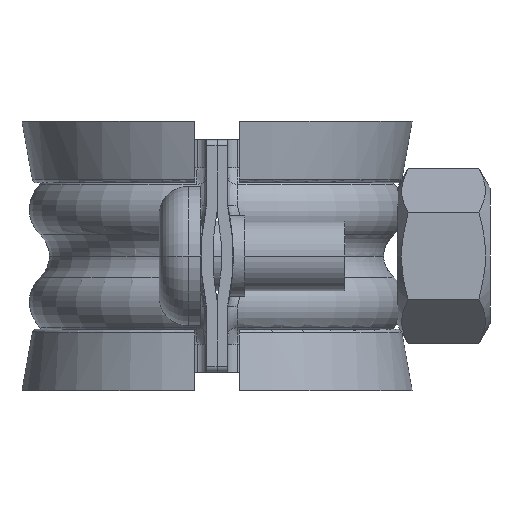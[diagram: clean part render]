
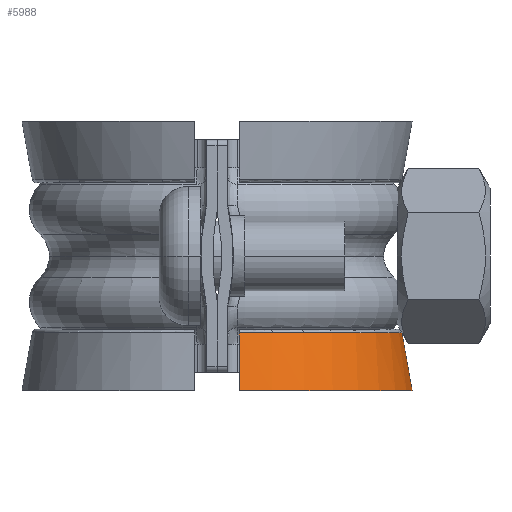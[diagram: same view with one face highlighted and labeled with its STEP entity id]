
A CAD part, left-side view. The second image highlights one B-rep face of the part: STEP entity #5988.
In plain terms, the highlighted conical face has half-angle 10.685 degrees and reference radius 17.85 mm.
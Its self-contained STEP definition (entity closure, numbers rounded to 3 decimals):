
#275 = CARTESIAN_POINT ( 'NONE',  ( -17.296, -1.9, -9.942 ) ) ;
#1073 = ORIENTED_EDGE ( 'NONE', *, *, #2529, .F. ) ;
#2007 = VERTEX_POINT ( 'NONE', #14531 ) ;
#2160 = CARTESIAN_POINT ( 'NONE',  ( 16.661, -1.9, -6.626 ) ) ;
#2166 = DIRECTION ( 'NONE',  ( -1., 0., 0. ) ) ;
#2196 = CIRCLE ( 'NONE', #3140, 17.85 ) ;
#2305 = CARTESIAN_POINT ( 'NONE',  ( 16.979, -1.9, -8.284 ) ) ;
#2529 = EDGE_CURVE ( 'NONE', #6050, #2007, #11150, .T. ) ;
#2664 = CARTESIAN_POINT ( 'NONE',  ( -17.613, -1.9, -11.6 ) ) ;
#2855 = DIRECTION ( 'NONE',  ( 0., 0., -1. ) ) ;
#3140 = AXIS2_PLACEMENT_3D ( 'NONE', #10926, #12323, #2166 ) ;
#3968 = EDGE_LOOP ( 'NONE', ( #7513, #10274, #6218, #1073 ) ) ;
#4399 = VERTEX_POINT ( 'NONE', #2664 ) ;
#4801 = CARTESIAN_POINT ( 'NONE',  ( -16.979, -1.9, -8.284 ) ) ;
#5067 = EDGE_CURVE ( 'NONE', #4399, #9515, #2196, .T. ) ;
#5433 = DIRECTION ( 'NONE',  ( 1., 0., 0. ) ) ;
#5988 = ADVANCED_FACE ( 'NONE', ( #13014 ), #9080, .T. ) ;
#6050 = VERTEX_POINT ( 'NONE', #13450 ) ;
#6218 = ORIENTED_EDGE ( 'NONE', *, *, #14123, .F. ) ;
#6402 = CARTESIAN_POINT ( 'NONE',  ( 0., 1., -6.626 ) ) ;
#6574 = B_SPLINE_CURVE_WITH_KNOTS ( 'NONE', 3,
 ( #13847, #4801, #275, #13701 ),
 .UNSPECIFIED., .F., .F.,
 ( 4, 4 ),
 ( 0.019, 0.024 ),
 .UNSPECIFIED. ) ;
#6614 = DIRECTION ( 'NONE',  ( 0., 0., 1. ) ) ;
#6815 = CARTESIAN_POINT ( 'NONE',  ( 17.613, -1.9, -11.6 ) ) ;
#7513 = ORIENTED_EDGE ( 'NONE', *, *, #12603, .T. ) ;
#7591 = CARTESIAN_POINT ( 'NONE',  ( 0., 1., -11.6 ) ) ;
#8758 = CARTESIAN_POINT ( 'NONE',  ( 17.613, -1.9, -11.6 ) ) ;
#9080 = CONICAL_SURFACE ( 'NONE', #10735, 17.85, 0.186 ) ;
#9515 = VERTEX_POINT ( 'NONE', #8758 ) ;
#10274 = ORIENTED_EDGE ( 'NONE', *, *, #5067, .T. ) ;
#10735 = AXIS2_PLACEMENT_3D ( 'NONE', #7591, #2855, #12047 ) ;
#10911 = AXIS2_PLACEMENT_3D ( 'NONE', #6402, #6614, #5433 ) ;
#10926 = CARTESIAN_POINT ( 'NONE',  ( 0., 1., -11.6 ) ) ;
#11150 = CIRCLE ( 'NONE', #10911, 16.911 ) ;
#12047 = DIRECTION ( 'NONE',  ( -1., 0., 0. ) ) ;
#12323 = DIRECTION ( 'NONE',  ( 0., 0., 1. ) ) ;
#12603 = EDGE_CURVE ( 'NONE', #6050, #4399, #6574, .T. ) ;
#13014 = FACE_OUTER_BOUND ( 'NONE', #3968, .T. ) ;
#13427 = CARTESIAN_POINT ( 'NONE',  ( 17.296, -1.9, -9.942 ) ) ;
#13450 = CARTESIAN_POINT ( 'NONE',  ( -16.661, -1.9, -6.626 ) ) ;
#13701 = CARTESIAN_POINT ( 'NONE',  ( -17.613, -1.9, -11.6 ) ) ;
#13794 = B_SPLINE_CURVE_WITH_KNOTS ( 'NONE', 3,
 ( #2160, #2305, #13427, #6815 ),
 .UNSPECIFIED., .F., .F.,
 ( 4, 4 ),
 ( 0.019, 0.024 ),
 .UNSPECIFIED. ) ;
#13847 = CARTESIAN_POINT ( 'NONE',  ( -16.661, -1.9, -6.626 ) ) ;
#14123 = EDGE_CURVE ( 'NONE', #2007, #9515, #13794, .T. ) ;
#14531 = CARTESIAN_POINT ( 'NONE',  ( 16.661, -1.9, -6.626 ) ) ;
